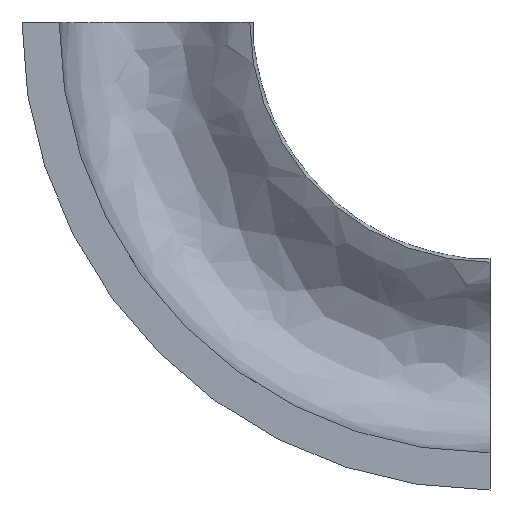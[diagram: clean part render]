
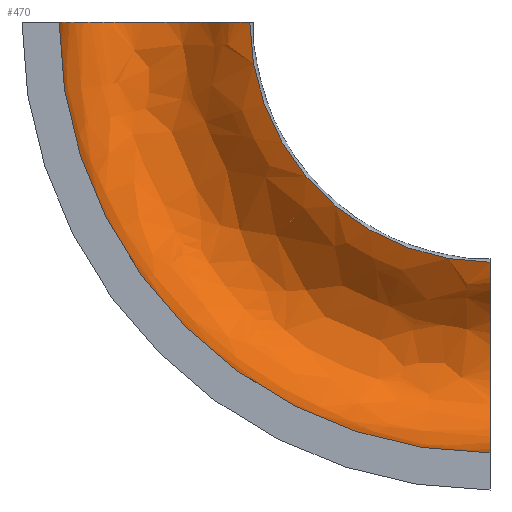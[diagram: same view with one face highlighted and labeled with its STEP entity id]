
A CAD part, left-side view. The second image highlights one B-rep face of the part: STEP entity #470.
In plain terms, the highlighted free-form (B-spline) face has degree [3, 3] with [7, 4] control points.
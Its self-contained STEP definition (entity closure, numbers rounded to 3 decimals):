
#20=B_SPLINE_CURVE_WITH_KNOTS('',3,(#765,#766,#767,#768,#769,#770,#771,
#772,#773,#774,#775,#776,#777),.UNSPECIFIED.,.F.,.F.,(4,1,1,1,1,1,1,1,1,
1,4),(0.,0.172,0.334,0.456,0.548,
0.64,0.686,0.778,0.849,
0.93,1.),.UNSPECIFIED.);
#21=B_SPLINE_CURVE_WITH_KNOTS('',3,(#778,#779,#780,#781,#782,#783,#784,
#785,#786,#787,#788,#789,#790),.UNSPECIFIED.,.F.,.F.,(4,1,1,1,1,1,1,1,1,
1,4),(0.,0.172,0.334,0.456,0.548,
0.64,0.686,0.778,0.849,
0.93,1.),.UNSPECIFIED.);
#30=(
BOUNDED_SURFACE()
B_SPLINE_SURFACE(3,3,((#734,#735,#736,#737),(#738,#739,#740,#741),(#742,
#743,#744,#745),(#746,#747,#748,#749),(#750,#751,#752,#753),(#754,#755,
#756,#757),(#758,#759,#760,#761)),.SURF_OF_REVOLUTION.,.F.,.F.,.F.)
B_SPLINE_SURFACE_WITH_KNOTS((4,1,1,1,4),(4,4),(0.,0.25,0.5,0.75,1.),(0.,
1.),.UNSPECIFIED.)
GEOMETRIC_REPRESENTATION_ITEM()
RATIONAL_B_SPLINE_SURFACE(((1.,0.805,0.805,1.),
(1.,0.805,0.805,1.),(1.,0.805,0.805,
1.),(1.,0.805,0.805,1.),(1.,0.805,0.805,
1.),(1.,0.805,0.805,1.),(1.,0.805,0.805,
1.)))
REPRESENTATION_ITEM('')
SURFACE()
);
#128=ORIENTED_EDGE('',*,*,#267,.T.);
#129=ORIENTED_EDGE('',*,*,#268,.F.);
#130=ORIENTED_EDGE('',*,*,#264,.F.);
#131=ORIENTED_EDGE('',*,*,#269,.T.);
#264=EDGE_CURVE('',#332,#333,#376,.T.);
#267=EDGE_CURVE('',#334,#335,#377,.T.);
#268=EDGE_CURVE('',#333,#335,#20,.T.);
#269=EDGE_CURVE('',#332,#334,#21,.T.);
#332=VERTEX_POINT('',#730);
#333=VERTEX_POINT('',#731);
#334=VERTEX_POINT('',#763);
#335=VERTEX_POINT('',#764);
#376=CIRCLE('',#517,1.793);
#377=CIRCLE('',#518,1.);
#406=EDGE_LOOP('',(#128,#129,#130,#131));
#432=FACE_BOUND('',#406,.T.);
#470=ADVANCED_FACE('',(#432),#30,.T.);
#517=AXIS2_PLACEMENT_3D('',#729,#594,#595);
#518=AXIS2_PLACEMENT_3D('',#762,#598,#599);
#594=DIRECTION('',(1.,0.,0.));
#595=DIRECTION('',(0.,0.,-1.));
#598=DIRECTION('',(1.,0.,0.));
#599=DIRECTION('',(0.,0.,-1.));
#729=CARTESIAN_POINT('',(-0.001,0.,0.));
#730=CARTESIAN_POINT('',(-0.001,0.,-1.793));
#731=CARTESIAN_POINT('',(-0.001,1.793,0.));
#734=CARTESIAN_POINT('',(-0.001,0.,-1.793));
#735=CARTESIAN_POINT('',(-0.001,1.051,-1.793));
#736=CARTESIAN_POINT('',(-0.001,1.793,-1.051));
#737=CARTESIAN_POINT('',(-0.001,1.793,0.));
#738=CARTESIAN_POINT('',(0.165,0.,-1.789));
#739=CARTESIAN_POINT('',(0.165,1.048,-1.789));
#740=CARTESIAN_POINT('',(0.165,1.789,-1.048));
#741=CARTESIAN_POINT('',(0.165,1.789,0.));
#742=CARTESIAN_POINT('',(0.332,0.,-1.784));
#743=CARTESIAN_POINT('',(0.332,1.045,-1.784));
#744=CARTESIAN_POINT('',(0.332,1.784,-1.045));
#745=CARTESIAN_POINT('',(0.332,1.784,0.));
#746=CARTESIAN_POINT('',(0.623,0.,-1.582));
#747=CARTESIAN_POINT('',(0.623,0.927,-1.582));
#748=CARTESIAN_POINT('',(0.623,1.582,-0.927));
#749=CARTESIAN_POINT('',(0.623,1.582,0.));
#750=CARTESIAN_POINT('',(0.563,0.,-1.228));
#751=CARTESIAN_POINT('',(0.563,0.719,-1.228));
#752=CARTESIAN_POINT('',(0.563,1.228,-0.719));
#753=CARTESIAN_POINT('',(0.563,1.228,0.));
#754=CARTESIAN_POINT('',(0.396,0.,-1.11));
#755=CARTESIAN_POINT('',(0.396,0.65,-1.11));
#756=CARTESIAN_POINT('',(0.396,1.11,-0.65));
#757=CARTESIAN_POINT('',(0.396,1.11,0.));
#758=CARTESIAN_POINT('',(0.37,0.,-1.));
#759=CARTESIAN_POINT('',(0.37,0.586,-1.));
#760=CARTESIAN_POINT('',(0.37,1.,-0.586));
#761=CARTESIAN_POINT('',(0.37,1.,0.));
#762=CARTESIAN_POINT('',(0.37,0.,0.));
#763=CARTESIAN_POINT('',(0.37,0.,-1.));
#764=CARTESIAN_POINT('',(0.37,1.,0.));
#765=CARTESIAN_POINT('',(-0.001,1.793,0.));
#766=CARTESIAN_POINT('',(0.113,1.79,0.));
#767=CARTESIAN_POINT('',(0.239,1.781,0.));
#768=CARTESIAN_POINT('',(0.426,1.731,0.));
#769=CARTESIAN_POINT('',(0.547,1.623,0.));
#770=CARTESIAN_POINT('',(0.583,1.499,0.));
#771=CARTESIAN_POINT('',(0.579,1.403,0.));
#772=CARTESIAN_POINT('',(0.558,1.311,0.));
#773=CARTESIAN_POINT('',(0.521,1.232,0.));
#774=CARTESIAN_POINT('',(0.458,1.155,0.));
#775=CARTESIAN_POINT('',(0.391,1.088,0.));
#776=CARTESIAN_POINT('',(0.377,1.031,0.));
#777=CARTESIAN_POINT('',(0.37,1.,0.));
#778=CARTESIAN_POINT('',(-0.001,0.,-1.793));
#779=CARTESIAN_POINT('',(0.113,0.,-1.79));
#780=CARTESIAN_POINT('',(0.239,0.,-1.781));
#781=CARTESIAN_POINT('',(0.426,0.,-1.731));
#782=CARTESIAN_POINT('',(0.547,0.,-1.623));
#783=CARTESIAN_POINT('',(0.583,0.,-1.499));
#784=CARTESIAN_POINT('',(0.579,0.,-1.403));
#785=CARTESIAN_POINT('',(0.558,0.,-1.311));
#786=CARTESIAN_POINT('',(0.521,0.,-1.232));
#787=CARTESIAN_POINT('',(0.458,0.,-1.155));
#788=CARTESIAN_POINT('',(0.391,0.,-1.088));
#789=CARTESIAN_POINT('',(0.377,0.,-1.031));
#790=CARTESIAN_POINT('',(0.37,0.,-1.));
